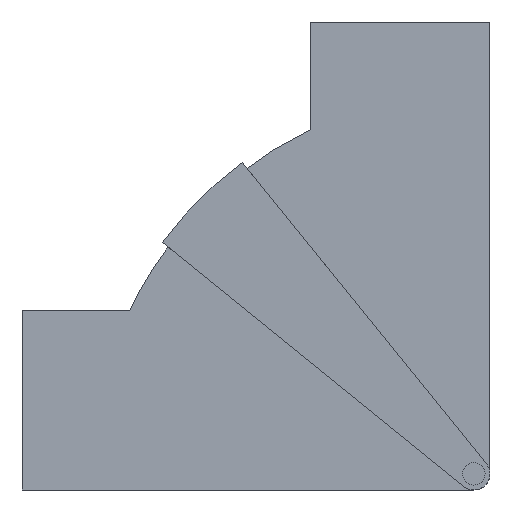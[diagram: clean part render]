
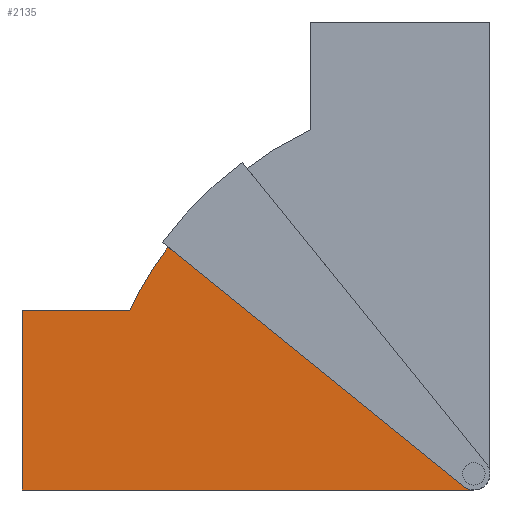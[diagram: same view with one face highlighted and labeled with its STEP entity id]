
A CAD part, front view. The second image highlights one B-rep face of the part: STEP entity #2135.
In plain terms, the highlighted planar face has unit normal (0, -1, 0).
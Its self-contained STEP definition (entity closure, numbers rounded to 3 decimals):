
#97 = CARTESIAN_POINT ( 'NONE',  ( -140., -85., -5. ) ) ;
#157 = CARTESIAN_POINT ( 'NONE',  ( 0., -85., -5. ) ) ;
#165 = ORIENTED_EDGE ( 'NONE', *, *, #1420, .F. ) ;
#173 = VECTOR ( 'NONE', #780, 1000. ) ;
#176 = DIRECTION ( 'NONE',  ( 0., 1., 0. ) ) ;
#182 = CARTESIAN_POINT ( 'NONE',  ( 0., -85., 0. ) ) ;
#231 = CARTESIAN_POINT ( 'NONE',  ( -140., -85., -5. ) ) ;
#328 = DIRECTION ( 'NONE',  ( 0., 0., 1. ) ) ;
#383 = EDGE_CURVE ( 'NONE', #1124, #1133, #1179, .T. ) ;
#442 = VERTEX_POINT ( 'NONE', #1671 ) ;
#553 = DIRECTION ( 'NONE',  ( 0., 0., 1. ) ) ;
#589 = ORIENTED_EDGE ( 'NONE', *, *, #1566, .F. ) ;
#656 = AXIS2_PLACEMENT_3D ( 'NONE', #979, #1286, #328 ) ;
#664 = LINE ( 'NONE', #1610, #173 ) ;
#744 = ORIENTED_EDGE ( 'NONE', *, *, #1336, .F. ) ;
#771 = ORIENTED_EDGE ( 'NONE', *, *, #383, .F. ) ;
#780 = DIRECTION ( 'NONE',  ( 0., 0., 1. ) ) ;
#801 = CARTESIAN_POINT ( 'NONE',  ( -106.648, -85., 50.5 ) ) ;
#970 = AXIS2_PLACEMENT_3D ( 'NONE', #182, #176, #1349 ) ;
#979 = CARTESIAN_POINT ( 'NONE',  ( 0., -85., 0. ) ) ;
#1005 = VERTEX_POINT ( 'NONE', #801 ) ;
#1010 = VECTOR ( 'NONE', #1362, 1000. ) ;
#1039 = CARTESIAN_POINT ( 'NONE',  ( 0., -85., 0. ) ) ;
#1063 = LINE ( 'NONE', #1165, #1796 ) ;
#1065 = DIRECTION ( 'NONE',  ( 0., -1., 0. ) ) ;
#1124 = VERTEX_POINT ( 'NONE', #2072 ) ;
#1133 = VERTEX_POINT ( 'NONE', #1860 ) ;
#1165 = CARTESIAN_POINT ( 'NONE',  ( -140., -85., 50.5 ) ) ;
#1179 = LINE ( 'NONE', #1674, #1844 ) ;
#1286 = DIRECTION ( 'NONE',  ( 0., 1., 0. ) ) ;
#1336 = EDGE_CURVE ( 'NONE', #1005, #1124, #1678, .T. ) ;
#1339 = EDGE_CURVE ( 'NONE', #442, #1005, #1063, .T. ) ;
#1340 = ORIENTED_EDGE ( 'NONE', *, *, #1339, .F. ) ;
#1349 = DIRECTION ( 'NONE',  ( 0., 0., 1. ) ) ;
#1362 = DIRECTION ( 'NONE',  ( -1., 0., 0. ) ) ;
#1405 = AXIS2_PLACEMENT_3D ( 'NONE', #1039, #1065, #553 ) ;
#1420 = EDGE_CURVE ( 'NONE', #1133, #2142, #1746, .T. ) ;
#1483 = DIRECTION ( 'NONE',  ( 1., 0., 0. ) ) ;
#1566 = EDGE_CURVE ( 'NONE', #2142, #1769, #1951, .T. ) ;
#1610 = CARTESIAN_POINT ( 'NONE',  ( -140., -85., -5. ) ) ;
#1659 = PLANE ( 'NONE',  #656 ) ;
#1671 = CARTESIAN_POINT ( 'NONE',  ( -140., -85., 50.5 ) ) ;
#1674 = CARTESIAN_POINT ( 'NONE',  ( -3.147, -85., -3.886 ) ) ;
#1678 = CIRCLE ( 'NONE', #970, 118. ) ;
#1746 = CIRCLE ( 'NONE', #1405, 5. ) ;
#1769 = VERTEX_POINT ( 'NONE', #231 ) ;
#1796 = VECTOR ( 'NONE', #1483, 1000. ) ;
#1844 = VECTOR ( 'NONE', #1959, 1000. ) ;
#1860 = CARTESIAN_POINT ( 'NONE',  ( -3.147, -85., -3.886 ) ) ;
#1873 = EDGE_CURVE ( 'NONE', #1769, #442, #664, .T. ) ;
#1951 = LINE ( 'NONE', #97, #1010 ) ;
#1959 = DIRECTION ( 'NONE',  ( 0.777, 0., -0.629 ) ) ;
#2067 = FACE_OUTER_BOUND ( 'NONE', #2099, .T. ) ;
#2072 = CARTESIAN_POINT ( 'NONE',  ( -94.767, -85., 70.307 ) ) ;
#2099 = EDGE_LOOP ( 'NONE', ( #165, #771, #744, #1340, #2119, #589 ) ) ;
#2119 = ORIENTED_EDGE ( 'NONE', *, *, #1873, .F. ) ;
#2135 = ADVANCED_FACE ( 'NONE', ( #2067 ), #1659, .F. ) ;
#2142 = VERTEX_POINT ( 'NONE', #157 ) ;
